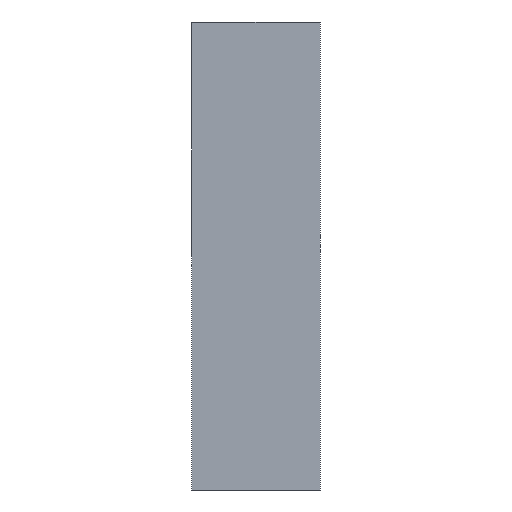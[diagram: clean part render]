
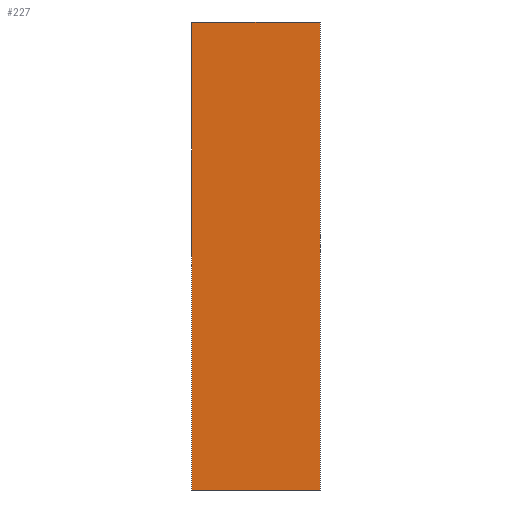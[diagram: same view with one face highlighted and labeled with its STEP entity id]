
A CAD part, left-side view. The second image highlights one B-rep face of the part: STEP entity #227.
In plain terms, the highlighted planar face has unit normal (-1, 0, 0).
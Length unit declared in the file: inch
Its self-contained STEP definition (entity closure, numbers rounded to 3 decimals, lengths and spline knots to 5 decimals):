
#33 = CARTESIAN_POINT ( 'NONE',  ( 3.08, -0.27329, -0.00004 ) ) ;
#39 = ORIENTED_EDGE ( 'NONE', *, *, #179, .F. ) ;
#52 = VERTEX_POINT ( 'NONE', #144 ) ;
#53 = FACE_OUTER_BOUND ( 'NONE', #162, .T. ) ;
#64 = LINE ( 'NONE', #174, #203 ) ;
#68 = CARTESIAN_POINT ( 'NONE',  ( 3.08, 0., -0.00004 ) ) ;
#71 = LINE ( 'NONE', #33, #81 ) ;
#81 = VECTOR ( 'NONE', #157, 39.37008 ) ;
#85 = LINE ( 'NONE', #204, #152 ) ;
#93 = DIRECTION ( 'NONE',  ( -1., 0., 0. ) ) ;
#99 = ORIENTED_EDGE ( 'NONE', *, *, #136, .F. ) ;
#102 = VERTEX_POINT ( 'NONE', #146 ) ;
#110 = LINE ( 'NONE', #209, #193 ) ;
#129 = DIRECTION ( 'NONE',  ( 0., 0., 1. ) ) ;
#136 = EDGE_CURVE ( 'NONE', #255, #102, #64, .T. ) ;
#137 = DIRECTION ( 'NONE',  ( 0., -1., 0. ) ) ;
#142 = EDGE_CURVE ( 'NONE', #255, #52, #85, .T. ) ;
#144 = CARTESIAN_POINT ( 'NONE',  ( 3.08, -0.27329, 0. ) ) ;
#146 = CARTESIAN_POINT ( 'NONE',  ( 3.08, 0.82306, 4. ) ) ;
#152 = VECTOR ( 'NONE', #267, 39.37008 ) ;
#157 = DIRECTION ( 'NONE',  ( 0., 0., 1. ) ) ;
#162 = EDGE_LOOP ( 'NONE', ( #190, #181, #39, #99 ) ) ;
#174 = CARTESIAN_POINT ( 'NONE',  ( 3.08, 0.82306, -0.00004 ) ) ;
#179 = EDGE_CURVE ( 'NONE', #102, #183, #110, .T. ) ;
#181 = ORIENTED_EDGE ( 'NONE', *, *, #273, .T. ) ;
#182 = PLANE ( 'NONE',  #212 ) ;
#183 = VERTEX_POINT ( 'NONE', #252 ) ;
#184 = CARTESIAN_POINT ( 'NONE',  ( 3.08, 0.82306, 0. ) ) ;
#186 = DIRECTION ( 'NONE',  ( 0., -1., 0. ) ) ;
#190 = ORIENTED_EDGE ( 'NONE', *, *, #142, .T. ) ;
#193 = VECTOR ( 'NONE', #186, 39.37008 ) ;
#203 = VECTOR ( 'NONE', #129, 39.37008 ) ;
#204 = CARTESIAN_POINT ( 'NONE',  ( 3.08, 0., 0. ) ) ;
#209 = CARTESIAN_POINT ( 'NONE',  ( 3.08, 0., 4. ) ) ;
#212 = AXIS2_PLACEMENT_3D ( 'NONE', #68, #93, #137 ) ;
#227 = ADVANCED_FACE ( 'NONE', ( #53 ), #182, .T. ) ;
#252 = CARTESIAN_POINT ( 'NONE',  ( 3.08, -0.27329, 4. ) ) ;
#255 = VERTEX_POINT ( 'NONE', #184 ) ;
#267 = DIRECTION ( 'NONE',  ( 0., -1., 0. ) ) ;
#273 = EDGE_CURVE ( 'NONE', #52, #183, #71, .T. ) ;
